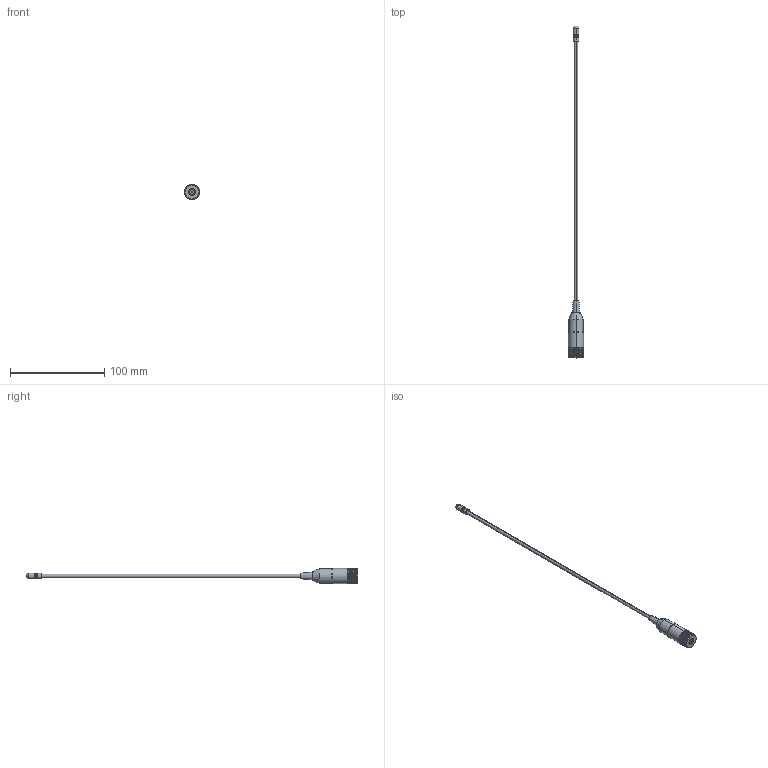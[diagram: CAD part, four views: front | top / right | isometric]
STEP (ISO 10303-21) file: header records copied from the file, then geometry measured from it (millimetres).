
FILE_DESCRIPTION (( 'STEP AP214' ), '1' );
FILE_NAME ('FW.80.SMA.M_web.STEP', '2020-12-10T10:52:43', ( '' ), ( '' ), 'SwSTEP 2.0', 'SolidWorks 2018', '' );
FILE_SCHEMA (( 'AUTOMOTIVE_DESIGN' ));
Length unit declared in the file: millimetre
Products named in the file (5): Housing; Connector; CAP; FW.80.SMA.M_web; Flexible Whip
Assembly tree (4 placements, depth 2):
  FW.80.SMA.M_web
    Connector
    CAP
    Flexible Whip
    Housing
Bounding box: 16 x 353 x 16 mm (x, y, z)
Volume: 10720.3 mm3; surface area: 9217.5 mm2
Topology: 4 solids, 4 shells, 1401 faces, 2963 edges, 1581 vertices
Faces by surface type: bspline 1010, cylinder 342, cone 21, plane 20, torus 6, sphere 2
Entity records: 117984 total; most frequent: CARTESIAN_POINT 99770, ORIENTED_EDGE 5922, EDGE_CURVE 2961, VERTEX_POINT 1581, EDGE_LOOP 1414, ADVANCED_FACE 1401, FACE_OUTER_BOUND 1401, DIRECTION 1309
